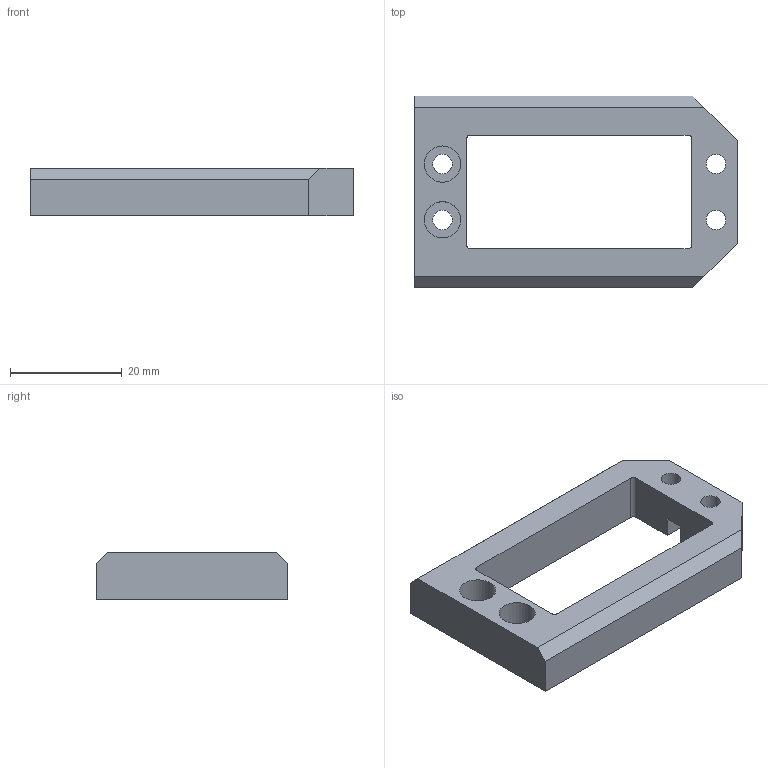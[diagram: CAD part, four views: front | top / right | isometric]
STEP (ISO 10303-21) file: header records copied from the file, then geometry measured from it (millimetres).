
FILE_DESCRIPTION(/* description */ (''),/* implementation_level */ '2;1');
FILE_NAME(/* name */ 'AM_Base_Link.stp',/* time_stamp */ '2024-11-03T10:24:07-05:00',/* author */ ('yulio'),/* organization */ (''),/* preprocessor_version */ 'ST-DEVELOPER v20',/* originating_system */ 'Autodesk Inventor 2024',/* authorisation */ '');
FILE_SCHEMA (('AUTOMOTIVE_DESIGN { 1 0 10303 214 3 1 1 }'));
Length unit declared in the file: millimetre
Products named in the file (1): baseEslabon1_v1
Bounding box: 57.85 x 34.3 x 8.6 mm (x, y, z)
Volume: 8514 mm3; surface area: 5090.2 mm2
Topology: 1 solids, 1 shells, 40 faces, 108 edges, 72 vertices
Faces by surface type: plane 26, cylinder 14
Full cylindrical faces by diameter (mm): 3.5 x4, 6.5 x2
Entity records: 1323 total; most frequent: CARTESIAN_POINT 221, DIRECTION 218, ORIENTED_EDGE 216, EDGE_CURVE 108, LINE 80, VECTOR 80, VERTEX_POINT 72, AXIS2_PLACEMENT_3D 69
